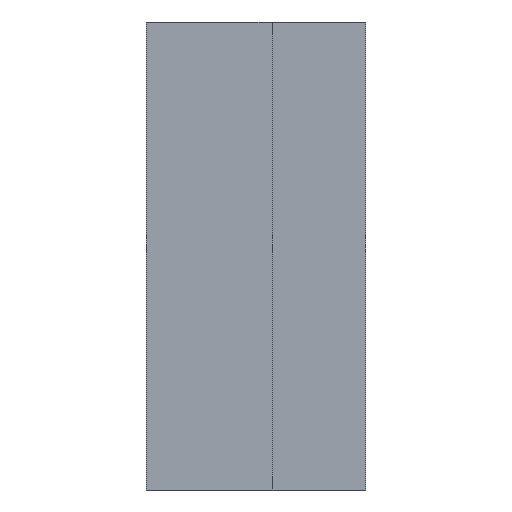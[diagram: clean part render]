
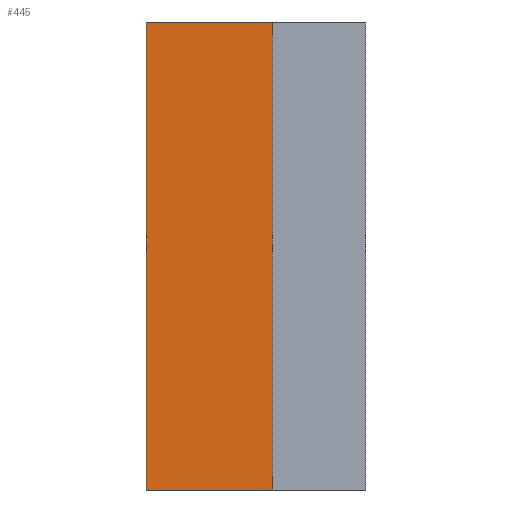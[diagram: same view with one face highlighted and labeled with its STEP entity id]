
A CAD part, left-side view. The second image highlights one B-rep face of the part: STEP entity #445.
In plain terms, the highlighted planar face has unit normal (-1, 0, 0).
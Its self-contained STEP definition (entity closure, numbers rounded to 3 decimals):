
#57=FACE_OUTER_BOUND('',#85,.T.);
#85=EDGE_LOOP('',(#342,#343,#344,#345));
#117=LINE('',#662,#165);
#128=LINE('',#701,#176);
#129=LINE('',#703,#177);
#130=LINE('',#704,#178);
#165=VECTOR('',#536,10.);
#176=VECTOR('',#575,10.);
#177=VECTOR('',#576,10.);
#178=VECTOR('',#577,10.);
#212=VERTEX_POINT('',#659);
#213=VERTEX_POINT('',#661);
#227=VERTEX_POINT('',#700);
#228=VERTEX_POINT('',#702);
#253=EDGE_CURVE('',#212,#213,#117,.T.);
#273=EDGE_CURVE('',#227,#213,#128,.T.);
#274=EDGE_CURVE('',#228,#212,#129,.T.);
#275=EDGE_CURVE('',#228,#227,#130,.T.);
#342=ORIENTED_EDGE('',*,*,#273,.T.);
#343=ORIENTED_EDGE('',*,*,#253,.F.);
#344=ORIENTED_EDGE('',*,*,#274,.F.);
#345=ORIENTED_EDGE('',*,*,#275,.T.);
#426=PLANE('',#499);
#445=ADVANCED_FACE('',(#57),#426,.T.);
#499=AXIS2_PLACEMENT_3D('',#699,#573,#574);
#536=DIRECTION('',(0.,1.,0.));
#573=DIRECTION('center_axis',(-1.,0.,0.));
#574=DIRECTION('ref_axis',(0.,0.,
1.));
#575=DIRECTION('',(0.,0.,-1.));
#576=DIRECTION('',(0.,0.,-1.));
#577=DIRECTION('',(0.,1.,0.));
#659=CARTESIAN_POINT('',(-565.189,78.331,249.435));
#661=CARTESIAN_POINT('',(-565.189,85.049,249.435));
#662=CARTESIAN_POINT('',(-565.189,78.331,249.435));
#699=CARTESIAN_POINT('Origin',(-565.189,78.331,249.435));
#700=CARTESIAN_POINT('',(-565.189,85.049,274.435));
#701=CARTESIAN_POINT('',(-565.189,85.049,255.685));
#702=CARTESIAN_POINT('',(-565.189,78.331,274.435));
#703=CARTESIAN_POINT('',(-565.189,78.331,255.685));
#704=CARTESIAN_POINT('',(-565.189,78.331,274.435));
